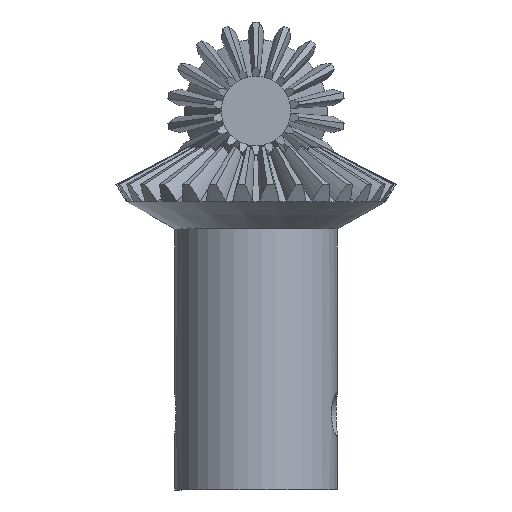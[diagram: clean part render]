
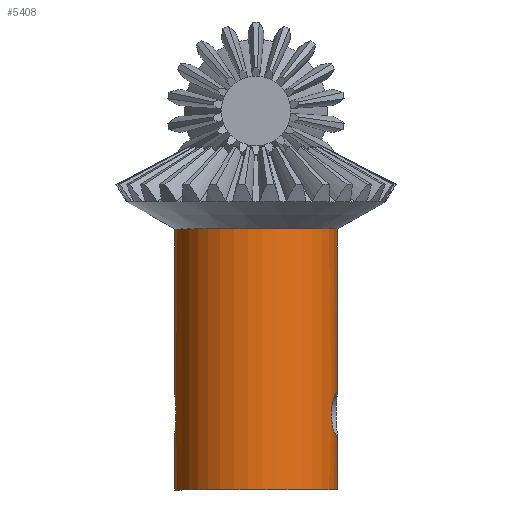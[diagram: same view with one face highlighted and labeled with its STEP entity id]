
A CAD part, left-side view. The second image highlights one B-rep face of the part: STEP entity #5408.
In plain terms, the highlighted cylindrical face has radius 15 mm (diameter 30 mm), a full revolution.
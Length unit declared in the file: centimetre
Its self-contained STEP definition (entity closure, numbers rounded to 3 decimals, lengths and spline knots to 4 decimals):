
#28=FACE_BOUND('',#1539,.T.);
#29=FACE_BOUND('',#1540,.T.);
#37=CYLINDRICAL_SURFACE('',#5793,1.5);
#361=CIRCLE('',#5794,1.5);
#362=CIRCLE('',#5795,1.5);
#762=B_SPLINE_CURVE_WITH_KNOTS('',3,(#14116,#14117,#14118,#14119,#14120,
#14121,#14122,#14123,#14124,#14125,#14126,#14127,#14128,#14129,#14130,#14131,
#14132,#14133,#14134,#14135,#14136,#14137,#14138,#14139,#14140,#14141,#14142,
#14143,#14144,#14145,#14146,#14147,#14148,#14149),.UNSPECIFIED.,.T.,.F.,
(4,2,2,2,2,2,2,2,2,2,2,2,2,2,2,2,4),(0.,0.1553,0.3106,
0.4659,0.6212,0.7765,0.9318,1.0871,
1.2424,1.3977,1.553,1.7083,1.8636,
2.0188,2.1741,2.3294,2.4848),
 .UNSPECIFIED.);
#767=B_SPLINE_CURVE_WITH_KNOTS('',3,(#14231,#14232,#14233,#14234,#14235,
#14236,#14237,#14238,#14239,#14240,#14241,#14242,#14243,#14244,#14245,#14246,
#14247,#14248),.UNSPECIFIED.,.F.,.F.,(4,2,2,2,2,2,2,2,4),(0.,0.1553,
0.3106,0.4659,0.6212,0.7765,0.9318,
1.0871,1.2424),.UNSPECIFIED.);
#768=B_SPLINE_CURVE_WITH_KNOTS('',3,(#14249,#14250,#14251,#14252,#14253,
#14254,#14255,#14256,#14257,#14258,#14259,#14260,#14261,#14262,#14263,#14264,
#14265,#14266),.UNSPECIFIED.,.F.,.F.,(4,2,2,2,2,2,2,2,4),(1.2424,
1.3977,1.553,1.7083,1.8636,2.0188,
2.1741,2.3294,2.4848),.UNSPECIFIED.);
#1214=FACE_OUTER_BOUND('',#1538,.T.);
#1538=EDGE_LOOP('',(#4960,#4961,#4962,#4963));
#1539=EDGE_LOOP('',(#4964,#4965));
#1540=EDGE_LOOP('',(#4966));
#1803=LINE('',#14271,#1988);
#1988=VECTOR('',#6700,1.5);
#2506=VERTEX_POINT('',#14115);
#2511=VERTEX_POINT('',#14228);
#2512=VERTEX_POINT('',#14230);
#2513=VERTEX_POINT('',#14268);
#2514=VERTEX_POINT('',#14270);
#3343=EDGE_CURVE('',#2506,#2506,#762,.T.);
#3350=EDGE_CURVE('',#2512,#2511,#767,.T.);
#3351=EDGE_CURVE('',#2511,#2512,#768,.T.);
#3352=EDGE_CURVE('',#2513,#2513,#361,.T.);
#3353=EDGE_CURVE('',#2513,#2514,#1803,.T.);
#3354=EDGE_CURVE('',#2514,#2514,#362,.T.);
#4960=ORIENTED_EDGE('',*,*,#3352,.T.);
#4961=ORIENTED_EDGE('',*,*,#3353,.T.);
#4962=ORIENTED_EDGE('',*,*,#3354,.F.);
#4963=ORIENTED_EDGE('',*,*,#3353,.F.);
#4964=ORIENTED_EDGE('',*,*,#3350,.T.);
#4965=ORIENTED_EDGE('',*,*,#3351,.T.);
#4966=ORIENTED_EDGE('',*,*,#3343,.T.);
#5408=ADVANCED_FACE('',(#1214,#28,#29),#37,.T.);
#5793=AXIS2_PLACEMENT_3D('',#14267,#6696,#6697);
#5794=AXIS2_PLACEMENT_3D('',#14269,#6698,#6699);
#5795=AXIS2_PLACEMENT_3D('',#14272,#6701,#6702);
#6696=DIRECTION('center_axis',(0.,0.,
-1.));
#6697=DIRECTION('ref_axis',(0.995,-0.105,0.));
#6698=DIRECTION('center_axis',(0.,0.,
1.));
#6699=DIRECTION('ref_axis',(0.995,-0.105,0.));
#6700=DIRECTION('',(0.,0.,1.));
#6701=DIRECTION('center_axis',(0.,0.,
1.));
#6702=DIRECTION('ref_axis',(0.995,-0.105,0.));
#14115=CARTESIAN_POINT('',(-0.5586,-1.3921,-5.6));
#14116=CARTESIAN_POINT('Ctrl Pts',(0.2569,-1.4778,-5.6));
#14117=CARTESIAN_POINT('Ctrl Pts',(0.2569,-1.4778,-5.6518));
#14118=CARTESIAN_POINT('Ctrl Pts',(0.2463,-1.4798,
-5.7068));
#14119=CARTESIAN_POINT('Ctrl Pts',(0.2034,-1.4863,
-5.8077));
#14120=CARTESIAN_POINT('Ctrl Pts',(0.1713,-1.4906,
-5.8537));
#14121=CARTESIAN_POINT('Ctrl Pts',(0.0977,-1.4973,
-5.9262));
#14122=CARTESIAN_POINT('Ctrl Pts',(0.0512,-1.5,
-5.9577));
#14123=CARTESIAN_POINT('Ctrl Pts',(-0.0503,-1.5,
-5.9996));
#14124=CARTESIAN_POINT('Ctrl Pts',(-0.1053,-1.4972,
-6.01));
#14125=CARTESIAN_POINT('Ctrl Pts',(-0.2083,-1.4864,
-6.01));
#14126=CARTESIAN_POINT('Ctrl Pts',(-0.2627,-1.4777,
-5.9996));
#14127=CARTESIAN_POINT('Ctrl Pts',(-0.362,-1.4566,
-5.9577));
#14128=CARTESIAN_POINT('Ctrl Pts',(-0.4069,-1.4442,
-5.9262));
#14129=CARTESIAN_POINT('Ctrl Pts',(-0.4775,-1.4225,
-5.8537));
#14130=CARTESIAN_POINT('Ctrl Pts',(-0.508,-1.4115,
-5.8077));
#14131=CARTESIAN_POINT('Ctrl Pts',(-0.5486,-1.3963,
-5.7068));
#14132=CARTESIAN_POINT('Ctrl Pts',(-0.5586,-1.3921,
-5.6518));
#14133=CARTESIAN_POINT('Ctrl Pts',(-0.5586,-1.3921,
-5.5482));
#14134=CARTESIAN_POINT('Ctrl Pts',(-0.5486,-1.3963,
-5.4932));
#14135=CARTESIAN_POINT('Ctrl Pts',(-0.508,-1.4115,
-5.3923));
#14136=CARTESIAN_POINT('Ctrl Pts',(-0.4775,-1.4225,
-5.3463));
#14137=CARTESIAN_POINT('Ctrl Pts',(-0.4069,-1.4442,
-5.2738));
#14138=CARTESIAN_POINT('Ctrl Pts',(-0.362,-1.4566,
-5.2423));
#14139=CARTESIAN_POINT('Ctrl Pts',(-0.2627,-1.4777,
-5.2004));
#14140=CARTESIAN_POINT('Ctrl Pts',(-0.2083,-1.4864,
-5.19));
#14141=CARTESIAN_POINT('Ctrl Pts',(-0.1053,-1.4972,
-5.19));
#14142=CARTESIAN_POINT('Ctrl Pts',(-0.0503,-1.5,
-5.2004));
#14143=CARTESIAN_POINT('Ctrl Pts',(0.0512,-1.5,
-5.2423));
#14144=CARTESIAN_POINT('Ctrl Pts',(0.0977,-1.4973,
-5.2738));
#14145=CARTESIAN_POINT('Ctrl Pts',(0.1713,-1.4906,
-5.3463));
#14146=CARTESIAN_POINT('Ctrl Pts',(0.2034,-1.4863,
-5.3923));
#14147=CARTESIAN_POINT('Ctrl Pts',(0.2463,-1.4798,
-5.4932));
#14148=CARTESIAN_POINT('Ctrl Pts',(0.2569,-1.4778,-5.5482));
#14149=CARTESIAN_POINT('Ctrl Pts',(0.2569,-1.4778,-5.6));
#14228=CARTESIAN_POINT('',(-0.2569,1.4778,-5.6));
#14230=CARTESIAN_POINT('',(0.5586,1.3921,-5.6));
#14231=CARTESIAN_POINT('Ctrl Pts',(0.5586,1.3921,-5.6));
#14232=CARTESIAN_POINT('Ctrl Pts',(0.5586,1.3921,-5.5482));
#14233=CARTESIAN_POINT('Ctrl Pts',(0.5486,1.3963,-5.4932));
#14234=CARTESIAN_POINT('Ctrl Pts',(0.508,1.4115,-5.3923));
#14235=CARTESIAN_POINT('Ctrl Pts',(0.4775,1.4225,-5.3463));
#14236=CARTESIAN_POINT('Ctrl Pts',(0.4069,1.4442,-5.2738));
#14237=CARTESIAN_POINT('Ctrl Pts',(0.362,1.4566,-5.2423));
#14238=CARTESIAN_POINT('Ctrl Pts',(0.2627,1.4777,-5.2004));
#14239=CARTESIAN_POINT('Ctrl Pts',(0.2083,1.4864,-5.19));
#14240=CARTESIAN_POINT('Ctrl Pts',(0.1053,1.4972,-5.19));
#14241=CARTESIAN_POINT('Ctrl Pts',(0.0503,1.5,-5.2004));
#14242=CARTESIAN_POINT('Ctrl Pts',(-0.0512,1.5,
-5.2423));
#14243=CARTESIAN_POINT('Ctrl Pts',(-0.0977,1.4973,
-5.2738));
#14244=CARTESIAN_POINT('Ctrl Pts',(-0.1713,1.4906,
-5.3463));
#14245=CARTESIAN_POINT('Ctrl Pts',(-0.2034,1.4863,-5.3923));
#14246=CARTESIAN_POINT('Ctrl Pts',(-0.2463,1.4798,
-5.4932));
#14247=CARTESIAN_POINT('Ctrl Pts',(-0.2569,1.4778,
-5.5482));
#14248=CARTESIAN_POINT('Ctrl Pts',(-0.2569,1.4778,
-5.6));
#14249=CARTESIAN_POINT('Ctrl Pts',(-0.2569,1.4778,
-5.6));
#14250=CARTESIAN_POINT('Ctrl Pts',(-0.2569,1.4778,
-5.6518));
#14251=CARTESIAN_POINT('Ctrl Pts',(-0.2463,1.4798,
-5.7068));
#14252=CARTESIAN_POINT('Ctrl Pts',(-0.2034,1.4863,
-5.8077));
#14253=CARTESIAN_POINT('Ctrl Pts',(-0.1713,1.4906,
-5.8537));
#14254=CARTESIAN_POINT('Ctrl Pts',(-0.0977,1.4973,
-5.9262));
#14255=CARTESIAN_POINT('Ctrl Pts',(-0.0512,1.5,
-5.9577));
#14256=CARTESIAN_POINT('Ctrl Pts',(0.0503,1.5,
-5.9996));
#14257=CARTESIAN_POINT('Ctrl Pts',(0.1053,1.4972,-6.01));
#14258=CARTESIAN_POINT('Ctrl Pts',(0.2083,1.4864,-6.01));
#14259=CARTESIAN_POINT('Ctrl Pts',(0.2627,1.4777,-5.9996));
#14260=CARTESIAN_POINT('Ctrl Pts',(0.362,1.4566,-5.9577));
#14261=CARTESIAN_POINT('Ctrl Pts',(0.4069,1.4442,-5.9262));
#14262=CARTESIAN_POINT('Ctrl Pts',(0.4775,1.4225,-5.8537));
#14263=CARTESIAN_POINT('Ctrl Pts',(0.508,1.4115,-5.8077));
#14264=CARTESIAN_POINT('Ctrl Pts',(0.5486,1.3963,-5.7068));
#14265=CARTESIAN_POINT('Ctrl Pts',(0.5586,1.3921,-5.6518));
#14266=CARTESIAN_POINT('Ctrl Pts',(0.5586,1.3921,-5.6));
#14267=CARTESIAN_POINT('Origin',(0.,0.,
-1.6786));
#14268=CARTESIAN_POINT('',(-1.4918,0.1568,-7.));
#14269=CARTESIAN_POINT('Origin',(0.,0.,
-7.));
#14270=CARTESIAN_POINT('',(-1.4918,0.1568,-2.1786));
#14271=CARTESIAN_POINT('',(-1.4918,0.1568,-1.6786));
#14272=CARTESIAN_POINT('Origin',(0.,0.,
-2.1786));
